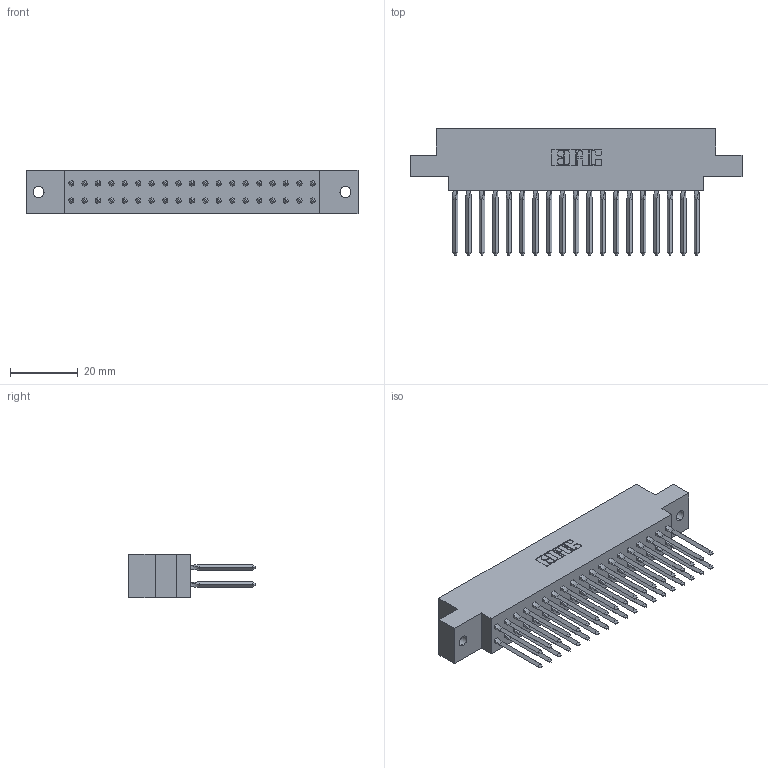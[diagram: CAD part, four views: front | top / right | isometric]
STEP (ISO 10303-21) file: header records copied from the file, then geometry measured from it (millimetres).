
FILE_DESCRIPTION (( 'STEP AP203' ), '1' );
FILE_NAME ('317-038-542-802.STEP', '2020-02-27T23:41:23', ( '' ), ( '' ), 'SwSTEP 2.0', 'SolidWorks 2016', '' );
FILE_SCHEMA (( 'CONFIG_CONTROL_DESIGN' ));
Length unit declared in the file: inch
Products named in the file (3): 317-038-542-802; 317-290-003_542; 317 Part_.144 Dia
Assembly tree (39 placements, depth 2):
  317-038-542-802
    317 Part_.144 Dia
    317-290-003_542  x38
Bounding box: 97.99 x 37.34 x 12.7 mm (x, y, z)
Volume: 15282.5 mm3; surface area: 20247.5 mm2
Topology: 39 solids, 39 shells, 2268 faces, 6355 edges, 4058 vertices
Faces by surface type: plane 1806, cylinder 310, bspline 152
Entity records: 29693 total; most frequent: CARTESIAN_POINT 5425, ORIENTED_EDGE 5088, DIRECTION 4320, EDGE_CURVE 2544, LINE 2374, VECTOR 2374, VERTEX_POINT 1690, AXIS2_PLACEMENT_3D 973
